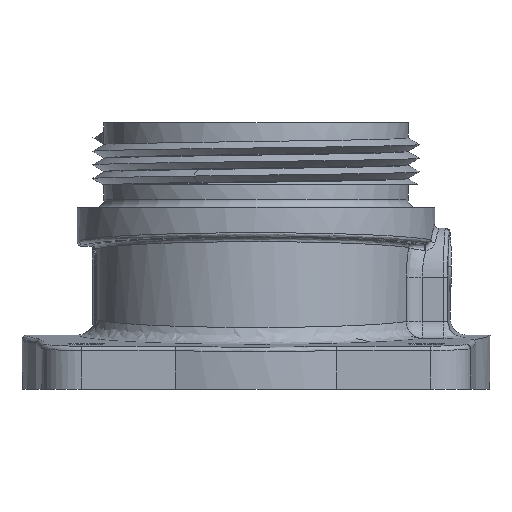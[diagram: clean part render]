
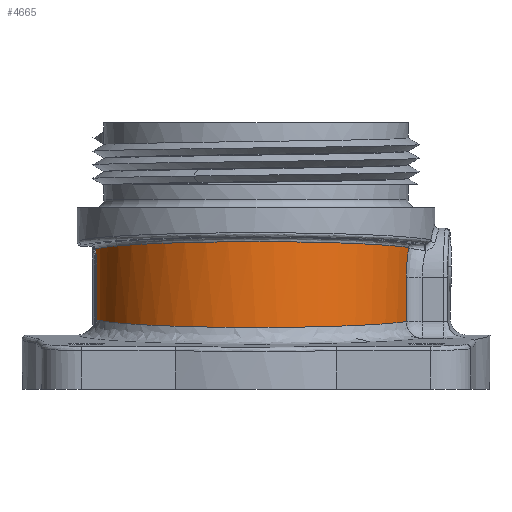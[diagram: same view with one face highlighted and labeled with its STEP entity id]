
A CAD part, left-side view. The second image highlights one B-rep face of the part: STEP entity #4665.
In plain terms, the highlighted cylindrical face has radius 60.325 mm (diameter 120.65 mm), a partial arc.
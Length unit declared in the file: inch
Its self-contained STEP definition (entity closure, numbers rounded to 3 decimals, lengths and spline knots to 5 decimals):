
#10=DIRECTION('',(0.,0.,-1.));
#11=VECTOR('',#10,0.65153);
#12=CARTESIAN_POINT('',(-0.87649,-2.20735,1.875));
#13=LINE('',#12,#11);
#1170=CARTESIAN_POINT('',(-0.78283,-2.24228,
2.3107));
#1171=CARTESIAN_POINT('',(-0.80413,-2.23484,
2.26395));
#1172=CARTESIAN_POINT('',(-0.83897,-2.22202,
2.16914));
#1173=CARTESIAN_POINT('',(-0.87022,-2.20986,
2.01939));
#1174=CARTESIAN_POINT('',(-0.87648,-2.20736,
1.92302));
#1175=CARTESIAN_POINT('',(-0.87649,-2.20735,
1.875));
#1201=CARTESIAN_POINT('',(-0.30811,2.35493,
2.28516));
#1202=CARTESIAN_POINT('',(-0.41308,2.3412,
2.29081));
#1203=CARTESIAN_POINT('',(-0.62491,2.29936,
2.30221));
#1204=CARTESIAN_POINT('',(-0.94617,2.18736,
2.31949));
#1205=CARTESIAN_POINT('',(-1.24848,2.02975,2.33575));
#1206=CARTESIAN_POINT('',(-1.52075,1.83438,2.35039));
#1207=CARTESIAN_POINT('',(-1.76216,1.60395,2.36338));
#1208=CARTESIAN_POINT('',(-1.97002,1.34062,2.37455));
#1209=CARTESIAN_POINT('',(-2.13907,1.05003,2.38365));
#1210=CARTESIAN_POINT('',(-2.26535,0.73907,
2.39044));
#1211=CARTESIAN_POINT('',(-2.34664,0.41385,
2.39481));
#1212=CARTESIAN_POINT('',(-2.38151,0.08038,
2.39669));
#1213=CARTESIAN_POINT('',(-2.3692,-0.25487,
2.39603));
#1214=CARTESIAN_POINT('',(-2.30995,-0.58497,
2.39284));
#1215=CARTESIAN_POINT('',(-2.20496,-0.90343,
2.38719));
#1216=CARTESIAN_POINT('',(-2.05624,-1.20416,
2.37919));
#1217=CARTESIAN_POINT('',(-1.86652,-1.48132,
2.36899));
#1218=CARTESIAN_POINT('',(-1.63978,-1.72893,
2.35679));
#1219=CARTESIAN_POINT('',(-1.38094,-1.9419,
2.34287));
#1220=CARTESIAN_POINT('',(-1.09467,-2.11657,
2.32747));
#1221=CARTESIAN_POINT('',(-0.88862,-2.20534,
2.31639));
#1222=CARTESIAN_POINT('',(-0.78283,-2.24228,
2.3107));
#2256=CARTESIAN_POINT('',(-0.87649,-2.20735,
1.22347));
#2257=CARTESIAN_POINT('',(-0.97677,-2.16753,
1.21766));
#2258=CARTESIAN_POINT('',(-1.17179,-2.07423,
1.20637));
#2259=CARTESIAN_POINT('',(-1.4421,-1.89627,
1.19071));
#2260=CARTESIAN_POINT('',(-1.68604,-1.68312,
1.17658));
#2261=CARTESIAN_POINT('',(-1.89897,-1.43859,
1.16425));
#2262=CARTESIAN_POINT('',(-2.07663,-1.16754,
1.15396));
#2263=CARTESIAN_POINT('',(-2.21576,-0.87515,
1.1459));
#2264=CARTESIAN_POINT('',(-2.31395,-0.56669,
1.14021));
#2265=CARTESIAN_POINT('',(-2.36943,-0.24768,
1.137));
#2266=CARTESIAN_POINT('',(-2.38112,0.07592,
1.13632));
#2267=CARTESIAN_POINT('',(-2.34885,0.39799,
1.13819));
#2268=CARTESIAN_POINT('',(-2.27322,0.71274,
1.14257));
#2269=CARTESIAN_POINT('',(-2.15552,1.01456,1.14939));
#2270=CARTESIAN_POINT('',(-1.9978,1.29784,1.15852));
#2271=CARTESIAN_POINT('',(-1.80329,1.5568,1.16979));
#2272=CARTESIAN_POINT('',(-1.57594,1.78656,1.18296));
#2273=CARTESIAN_POINT('',(-1.31926,1.98374,1.19783));
#2274=CARTESIAN_POINT('',(-1.03665,2.14509,1.2142));
#2275=CARTESIAN_POINT('',(-0.73387,2.26655,
1.23174));
#2276=CARTESIAN_POINT('',(-0.52441,2.31887,
1.24387));
#2277=CARTESIAN_POINT('',(-0.41861,2.33782,
1.25));
#2508=CARTESIAN_POINT('',(-0.78283,-2.24228,
2.3107));
#2633=CARTESIAN_POINT('',(-0.41861,2.33782,
2.));
#2634=CARTESIAN_POINT('',(-0.4186,2.33782,
2.02639));
#2635=CARTESIAN_POINT('',(-0.41376,2.33869,
2.07815));
#2636=CARTESIAN_POINT('',(-0.39235,2.34243,
2.15374));
#2637=CARTESIAN_POINT('',(-0.35727,2.3481,
2.22411));
#2638=CARTESIAN_POINT('',(-0.32594,2.3526,
2.26565));
#2639=CARTESIAN_POINT('',(-0.30811,2.35493,
2.28516));
#2657=DIRECTION('',(0.,0.,1.));
#2658=VECTOR('',#2657,0.75);
#2659=CARTESIAN_POINT('',(-0.41861,2.33782,
1.25));
#2660=LINE('',#2659,#2658);
#2872=CARTESIAN_POINT('',(-0.41861,2.33782,
2.));
#2874=VERTEX_POINT('',#2872);
#2887=VERTEX_POINT('',#2256);
#2888=VERTEX_POINT('',#2277);
#2896=CARTESIAN_POINT('',(-0.87649,-2.20735,
1.875));
#2897=VERTEX_POINT('',#2896);
#2933=VERTEX_POINT('',#2508);
#2934=VERTEX_POINT('',#1201);
#4648=CARTESIAN_POINT('',(0.,0.,0.84375));
#4649=DIRECTION('',(0.,0.,-1.));
#4650=DIRECTION('',(-1.,0.,0.));
#4651=AXIS2_PLACEMENT_3D('',#4648,#4649,#4650);
#4652=CYLINDRICAL_SURFACE('',#4651,2.375);
#4654=ORIENTED_EDGE('',*,*,#4653,.T.);
#4655=ORIENTED_EDGE('',*,*,#4641,.T.);
#4656=ORIENTED_EDGE('',*,*,#3102,.T.);
#4658=ORIENTED_EDGE('',*,*,#4657,.T.);
#4660=ORIENTED_EDGE('',*,*,#4659,.T.);
#4662=ORIENTED_EDGE('',*,*,#4661,.T.);
#4663=EDGE_LOOP('',(#4654,#4655,#4656,#4658,#4660,#4662));
#4664=FACE_OUTER_BOUND('',#4663,.F.);
#4665=ADVANCED_FACE('',(#4664),#4652,.T.);
#1176=B_SPLINE_CURVE_WITH_KNOTS('',3,(#1170,#1171,#1172,#1173,#1174,#1175),
.UNSPECIFIED.,.F.,.F.,(4,1,1,4),(0.,0.33333,0.66667,1.),
.UNSPECIFIED.);
#1223=B_SPLINE_CURVE_WITH_KNOTS('',3,(#1201,#1202,#1203,#1204,#1205,#1206,#1207,
#1208,#1209,#1210,#1211,#1212,#1213,#1214,#1215,#1216,#1217,#1218,#1219,#1220,
#1221,#1222),.UNSPECIFIED.,.F.,.F.,(4,1,1,1,1,1,1,1,1,1,1,1,1,1,1,1,1,1,1,4),(
0.,0.05263,0.10526,0.15789,0.21053,
0.26316,0.31579,0.36842,0.42105,
0.47368,0.52632,0.57895,0.63158,
0.68421,0.73684,0.78947,0.84211,
0.89474,0.94737,1.),.UNSPECIFIED.);
#2278=B_SPLINE_CURVE_WITH_KNOTS('',3,(#2256,#2257,#2258,#2259,#2260,#2261,#2262,
#2263,#2264,#2265,#2266,#2267,#2268,#2269,#2270,#2271,#2272,#2273,#2274,#2275,
#2276,#2277),.UNSPECIFIED.,.F.,.F.,(4,1,1,1,1,1,1,1,1,1,1,1,1,1,1,1,1,1,1,4),(
0.,0.05263,0.10526,0.15789,0.21053,
0.26316,0.31579,0.36842,0.42105,
0.47368,0.52632,0.57895,0.63158,
0.68421,0.73684,0.78947,0.84211,
0.89474,0.94737,1.),.UNSPECIFIED.);
#2640=B_SPLINE_CURVE_WITH_KNOTS('',3,(#2633,#2634,#2635,#2636,#2637,#2638,
#2639),.UNSPECIFIED.,.F.,.F.,(4,1,1,1,4),(0.,0.25,0.5,0.75,1.),
.UNSPECIFIED.);
#3102=EDGE_CURVE('',#2897,#2887,#13,.T.);
#4641=EDGE_CURVE('',#2933,#2897,#1176,.T.);
#4653=EDGE_CURVE('',#2934,#2933,#1223,.T.);
#4657=EDGE_CURVE('',#2887,#2888,#2278,.T.);
#4659=EDGE_CURVE('',#2888,#2874,#2660,.T.);
#4661=EDGE_CURVE('',#2874,#2934,#2640,.T.);
